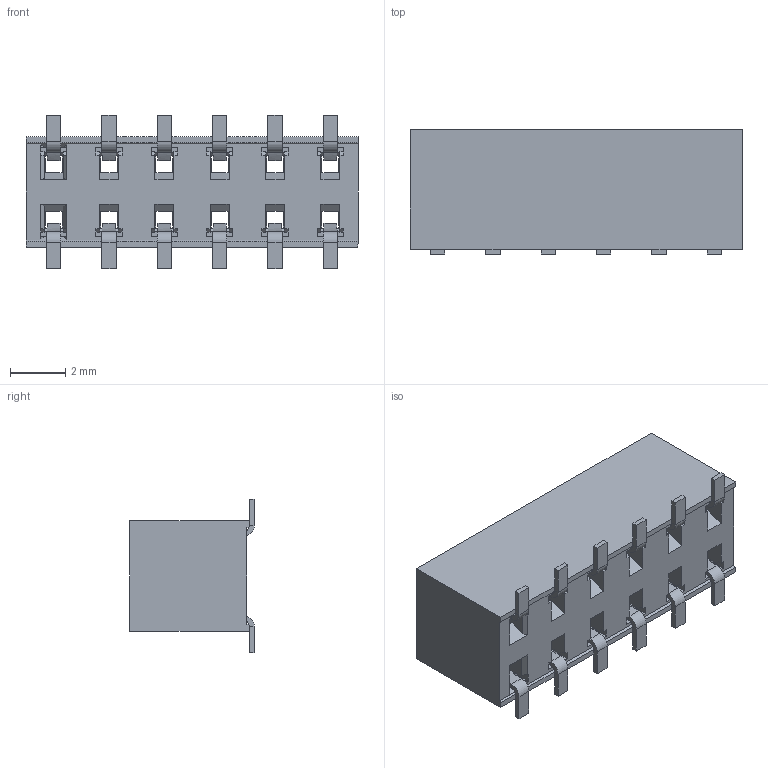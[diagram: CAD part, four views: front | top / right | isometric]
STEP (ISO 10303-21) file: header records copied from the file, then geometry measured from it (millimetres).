
FILE_DESCRIPTION (( 'STEP AP203' ), '1' );
FILE_NAME ('TLE-106-01-X-DV.step', '2003-11-04T19:23:25', ( 'Chad Faith' ), ( 'Samtec' ), 'SwSTEP 2.0', 'SolidWorks 2003174', '' );
FILE_SCHEMA (( 'CONFIG_CONTROL_DESIGN' ));
Length unit declared in the file: inch
Products named in the file (3): TLE-106-01-X-DV; TLE-XX-D; C-101-X_Part
Assembly tree (13 placements, depth 2):
  TLE-106-01-X-DV
    C-101-X_Part  x12
    TLE-XX-D
Bounding box: 12 x 4.5 x 5.56 mm (x, y, z)
Volume: 176 mm3; surface area: 474.6 mm2
Topology: 13 solids, 13 shells, 716 faces, 1876 edges, 1186 vertices
Faces by surface type: plane 596, cylinder 120
Entity records: 11895 total; most frequent: CARTESIAN_POINT 2030, ORIENTED_EDGE 1992, DIRECTION 1766, EDGE_CURVE 996, LINE 974, VECTOR 974, VERTEX_POINT 636, AXIS2_PLACEMENT_3D 396
